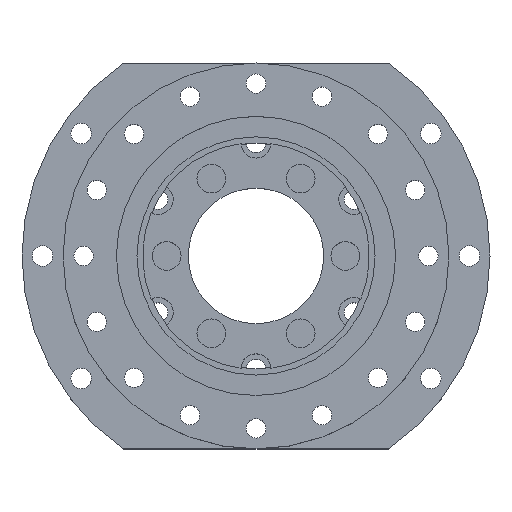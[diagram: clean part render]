
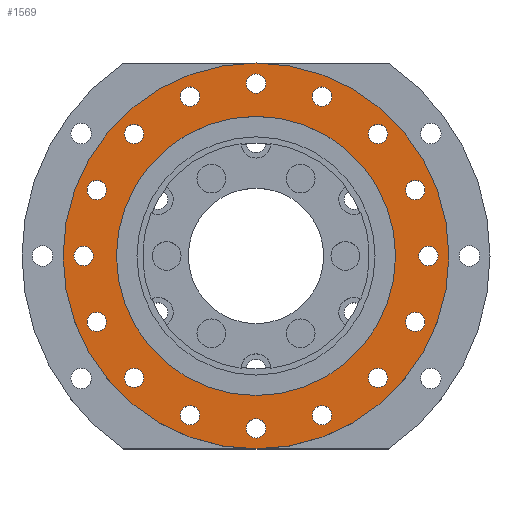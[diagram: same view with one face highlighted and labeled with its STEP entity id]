
A CAD part, top view. The second image highlights one B-rep face of the part: STEP entity #1569.
In plain terms, the highlighted planar face has unit normal (0, 0, 1).
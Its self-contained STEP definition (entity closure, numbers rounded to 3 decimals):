
#96=FACE_BOUND('',#383,.T.);
#97=FACE_BOUND('',#384,.T.);
#98=FACE_BOUND('',#385,.T.);
#99=FACE_BOUND('',#386,.T.);
#100=FACE_BOUND('',#387,.T.);
#101=FACE_BOUND('',#388,.T.);
#102=FACE_BOUND('',#389,.T.);
#103=FACE_BOUND('',#390,.T.);
#104=FACE_BOUND('',#391,.T.);
#105=FACE_BOUND('',#392,.T.);
#106=FACE_BOUND('',#393,.T.);
#107=FACE_BOUND('',#394,.T.);
#108=FACE_BOUND('',#395,.T.);
#109=FACE_BOUND('',#396,.T.);
#110=FACE_BOUND('',#397,.T.);
#111=FACE_BOUND('',#398,.T.);
#112=FACE_BOUND('',#399,.T.);
#139=PLANE('',#1821);
#230=FACE_OUTER_BOUND('',#382,.T.);
#382=EDGE_LOOP('',(#1396));
#383=EDGE_LOOP('',(#1397));
#384=EDGE_LOOP('',(#1398));
#385=EDGE_LOOP('',(#1399));
#386=EDGE_LOOP('',(#1400));
#387=EDGE_LOOP('',(#1401));
#388=EDGE_LOOP('',(#1402));
#389=EDGE_LOOP('',(#1403));
#390=EDGE_LOOP('',(#1404));
#391=EDGE_LOOP('',(#1405));
#392=EDGE_LOOP('',(#1406));
#393=EDGE_LOOP('',(#1407));
#394=EDGE_LOOP('',(#1408));
#395=EDGE_LOOP('',(#1409));
#396=EDGE_LOOP('',(#1410));
#397=EDGE_LOOP('',(#1411));
#398=EDGE_LOOP('',(#1412));
#399=EDGE_LOOP('',(#1413));
#620=CIRCLE('',#1734,2.35);
#622=CIRCLE('',#1737,2.35);
#624=CIRCLE('',#1740,2.35);
#626=CIRCLE('',#1743,2.35);
#628=CIRCLE('',#1746,2.35);
#630=CIRCLE('',#1749,2.35);
#632=CIRCLE('',#1752,2.35);
#634=CIRCLE('',#1755,2.35);
#636=CIRCLE('',#1758,2.35);
#638=CIRCLE('',#1761,2.35);
#640=CIRCLE('',#1764,2.35);
#642=CIRCLE('',#1767,2.35);
#644=CIRCLE('',#1770,2.35);
#646=CIRCLE('',#1773,2.35);
#648=CIRCLE('',#1776,2.35);
#650=CIRCLE('',#1779,2.35);
#673=CIRCLE('',#1817,34.);
#675=CIRCLE('',#1820,47.);
#750=VERTEX_POINT('',#2595);
#752=VERTEX_POINT('',#2601);
#754=VERTEX_POINT('',#2607);
#756=VERTEX_POINT('',#2613);
#758=VERTEX_POINT('',#2619);
#760=VERTEX_POINT('',#2625);
#762=VERTEX_POINT('',#2631);
#764=VERTEX_POINT('',#2637);
#766=VERTEX_POINT('',#2643);
#768=VERTEX_POINT('',#2649);
#770=VERTEX_POINT('',#2655);
#772=VERTEX_POINT('',#2661);
#774=VERTEX_POINT('',#2667);
#776=VERTEX_POINT('',#2673);
#778=VERTEX_POINT('',#2679);
#780=VERTEX_POINT('',#2685);
#807=VERTEX_POINT('',#2768);
#809=VERTEX_POINT('',#2774);
#921=EDGE_CURVE('',#750,#750,#620,.T.);
#924=EDGE_CURVE('',#752,#752,#622,.T.);
#927=EDGE_CURVE('',#754,#754,#624,.T.);
#930=EDGE_CURVE('',#756,#756,#626,.T.);
#933=EDGE_CURVE('',#758,#758,#628,.T.);
#936=EDGE_CURVE('',#760,#760,#630,.T.);
#939=EDGE_CURVE('',#762,#762,#632,.T.);
#942=EDGE_CURVE('',#764,#764,#634,.T.);
#945=EDGE_CURVE('',#766,#766,#636,.T.);
#948=EDGE_CURVE('',#768,#768,#638,.T.);
#951=EDGE_CURVE('',#770,#770,#640,.T.);
#954=EDGE_CURVE('',#772,#772,#642,.T.);
#957=EDGE_CURVE('',#774,#774,#644,.T.);
#960=EDGE_CURVE('',#776,#776,#646,.T.);
#963=EDGE_CURVE('',#778,#778,#648,.T.);
#966=EDGE_CURVE('',#780,#780,#650,.T.);
#1007=EDGE_CURVE('',#807,#807,#673,.T.);
#1010=EDGE_CURVE('',#809,#809,#675,.T.);
#1396=ORIENTED_EDGE('',*,*,#1010,.T.);
#1397=ORIENTED_EDGE('',*,*,#921,.T.);
#1398=ORIENTED_EDGE('',*,*,#924,.T.);
#1399=ORIENTED_EDGE('',*,*,#927,.T.);
#1400=ORIENTED_EDGE('',*,*,#930,.T.);
#1401=ORIENTED_EDGE('',*,*,#933,.T.);
#1402=ORIENTED_EDGE('',*,*,#936,.T.);
#1403=ORIENTED_EDGE('',*,*,#939,.T.);
#1404=ORIENTED_EDGE('',*,*,#942,.T.);
#1405=ORIENTED_EDGE('',*,*,#945,.T.);
#1406=ORIENTED_EDGE('',*,*,#948,.T.);
#1407=ORIENTED_EDGE('',*,*,#951,.T.);
#1408=ORIENTED_EDGE('',*,*,#954,.T.);
#1409=ORIENTED_EDGE('',*,*,#957,.T.);
#1410=ORIENTED_EDGE('',*,*,#960,.T.);
#1411=ORIENTED_EDGE('',*,*,#963,.T.);
#1412=ORIENTED_EDGE('',*,*,#966,.T.);
#1413=ORIENTED_EDGE('',*,*,#1007,.T.);
#1569=ADVANCED_FACE('',(#230,#96,#97,#98,#99,#100,#101,#102,#103,#104,#105,
#106,#107,#108,#109,#110,#111,#112),#139,.T.);
#1734=AXIS2_PLACEMENT_3D('',#2596,#2132,#2133);
#1737=AXIS2_PLACEMENT_3D('',#2602,#2139,#2140);
#1740=AXIS2_PLACEMENT_3D('',#2608,#2146,#2147);
#1743=AXIS2_PLACEMENT_3D('',#2614,#2153,#2154);
#1746=AXIS2_PLACEMENT_3D('',#2620,#2160,#2161);
#1749=AXIS2_PLACEMENT_3D('',#2626,#2167,#2168);
#1752=AXIS2_PLACEMENT_3D('',#2632,#2174,#2175);
#1755=AXIS2_PLACEMENT_3D('',#2638,#2181,#2182);
#1758=AXIS2_PLACEMENT_3D('',#2644,#2188,#2189);
#1761=AXIS2_PLACEMENT_3D('',#2650,#2195,#2196);
#1764=AXIS2_PLACEMENT_3D('',#2656,#2202,#2203);
#1767=AXIS2_PLACEMENT_3D('',#2662,#2209,#2210);
#1770=AXIS2_PLACEMENT_3D('',#2668,#2216,#2217);
#1773=AXIS2_PLACEMENT_3D('',#2674,#2223,#2224);
#1776=AXIS2_PLACEMENT_3D('',#2680,#2230,#2231);
#1779=AXIS2_PLACEMENT_3D('',#2686,#2237,#2238);
#1817=AXIS2_PLACEMENT_3D('',#2769,#2331,#2332);
#1820=AXIS2_PLACEMENT_3D('',#2775,#2338,#2339);
#1821=AXIS2_PLACEMENT_3D('',#2777,#2341,#2342);
#2132=DIRECTION('center_axis',(0.,0.,-1.));
#2133=DIRECTION('ref_axis',(-1.,0.,0.));
#2139=DIRECTION('center_axis',(0.,0.,-1.));
#2140=DIRECTION('ref_axis',(-1.,0.,0.));
#2146=DIRECTION('center_axis',(0.,0.,-1.));
#2147=DIRECTION('ref_axis',(-1.,0.,0.));
#2153=DIRECTION('center_axis',(0.,0.,-1.));
#2154=DIRECTION('ref_axis',(-1.,0.,0.));
#2160=DIRECTION('center_axis',(0.,0.,-1.));
#2161=DIRECTION('ref_axis',(-1.,0.,0.));
#2167=DIRECTION('center_axis',(0.,0.,-1.));
#2168=DIRECTION('ref_axis',(-1.,0.,0.));
#2174=DIRECTION('center_axis',(0.,0.,-1.));
#2175=DIRECTION('ref_axis',(-1.,0.,0.));
#2181=DIRECTION('center_axis',(0.,0.,-1.));
#2182=DIRECTION('ref_axis',(-1.,0.,0.));
#2188=DIRECTION('center_axis',(0.,0.,-1.));
#2189=DIRECTION('ref_axis',(-1.,0.,0.));
#2195=DIRECTION('center_axis',(0.,0.,-1.));
#2196=DIRECTION('ref_axis',(-1.,0.,0.));
#2202=DIRECTION('center_axis',(0.,0.,-1.));
#2203=DIRECTION('ref_axis',(-1.,0.,0.));
#2209=DIRECTION('center_axis',(0.,0.,-1.));
#2210=DIRECTION('ref_axis',(-1.,0.,0.));
#2216=DIRECTION('center_axis',(0.,0.,-1.));
#2217=DIRECTION('ref_axis',(-1.,0.,0.));
#2223=DIRECTION('center_axis',(0.,0.,-1.));
#2224=DIRECTION('ref_axis',(-1.,0.,0.));
#2230=DIRECTION('center_axis',(0.,0.,-1.));
#2231=DIRECTION('ref_axis',(-1.,0.,0.));
#2237=DIRECTION('center_axis',(0.,0.,-1.));
#2238=DIRECTION('ref_axis',(-1.,0.,0.));
#2331=DIRECTION('center_axis',(0.,0.,-1.));
#2332=DIRECTION('ref_axis',(-1.,0.,0.));
#2338=DIRECTION('center_axis',(0.,0.,1.));
#2339=DIRECTION('ref_axis',(-1.,0.,0.));
#2341=DIRECTION('center_axis',(0.,0.,1.));
#2342=DIRECTION('ref_axis',(-1.,0.,0.));
#2595=CARTESIAN_POINT('',(-36.453,16.073,35.));
#2596=CARTESIAN_POINT('Origin',(-38.803,16.073,35.));
#2601=CARTESIAN_POINT('',(-13.723,-38.803,35.));
#2602=CARTESIAN_POINT('Origin',(-16.073,-38.803,35.));
#2607=CARTESIAN_POINT('',(41.153,-16.073,35.));
#2608=CARTESIAN_POINT('Origin',(38.803,-16.073,35.));
#2613=CARTESIAN_POINT('',(18.423,38.803,35.));
#2614=CARTESIAN_POINT('Origin',(16.073,38.803,35.));
#2619=CARTESIAN_POINT('',(32.048,29.698,35.));
#2620=CARTESIAN_POINT('Origin',(29.698,29.698,35.));
#2625=CARTESIAN_POINT('',(32.048,-29.698,35.));
#2626=CARTESIAN_POINT('Origin',(29.698,-29.698,35.));
#2631=CARTESIAN_POINT('',(-27.348,-29.698,35.));
#2632=CARTESIAN_POINT('Origin',(-29.698,-29.698,35.));
#2637=CARTESIAN_POINT('',(-27.348,29.698,35.));
#2638=CARTESIAN_POINT('Origin',(-29.698,29.698,35.));
#2643=CARTESIAN_POINT('',(-39.65,0.,35.));
#2644=CARTESIAN_POINT('Origin',(-42.,0.,35.));
#2649=CARTESIAN_POINT('',(2.35,-42.,35.));
#2650=CARTESIAN_POINT('Origin',(0.,-42.,35.));
#2655=CARTESIAN_POINT('',(44.35,0.,35.));
#2656=CARTESIAN_POINT('Origin',(42.,0.,35.));
#2661=CARTESIAN_POINT('',(2.35,42.,35.));
#2662=CARTESIAN_POINT('Origin',(0.,42.,35.));
#2667=CARTESIAN_POINT('',(41.153,16.073,35.));
#2668=CARTESIAN_POINT('Origin',(38.803,16.073,35.));
#2673=CARTESIAN_POINT('',(18.423,-38.803,35.));
#2674=CARTESIAN_POINT('Origin',(16.073,-38.803,35.));
#2679=CARTESIAN_POINT('',(-36.453,-16.073,35.));
#2680=CARTESIAN_POINT('Origin',(-38.803,-16.073,35.));
#2685=CARTESIAN_POINT('',(-13.723,38.803,35.));
#2686=CARTESIAN_POINT('Origin',(-16.073,38.803,35.));
#2768=CARTESIAN_POINT('',(34.,0.,35.));
#2769=CARTESIAN_POINT('Origin',(0.,0.,35.));
#2774=CARTESIAN_POINT('',(47.,0.,35.));
#2775=CARTESIAN_POINT('Origin',(0.,0.,35.));
#2777=CARTESIAN_POINT('Origin',(0.,0.,35.));
